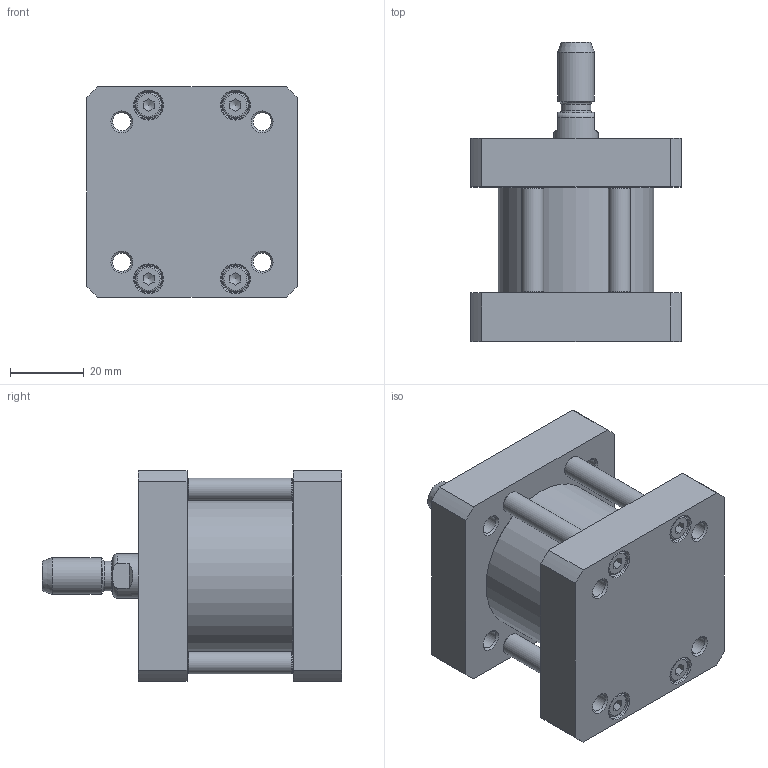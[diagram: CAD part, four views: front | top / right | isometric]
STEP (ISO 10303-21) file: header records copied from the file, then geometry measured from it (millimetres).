
FILE_DESCRIPTION((''),'2;1');
FILE_NAME('XDM040.010.GS.M.stp','2014-03-17T17:03:17',('carlo.corazza'),(''),'Autodesk Inventor 2012','Autodesk Inventor 2012','');
FILE_SCHEMA(('AUTOMOTIVE_DESIGN { 1 0 10303 214 1 1 1 1 }'));
Length unit declared in the file: millimetre
Products named in the file (6): XDM040..GS.M; CORPO-010; STELO-010; TA; TIRANTE-010; TP
Assembly tree (8 placements, depth 2):
  XDM040..GS.M
    CORPO-010
    STELO-010
    TA
    TIRANTE-010  x4
    TP
Bounding box: 57 x 81 x 57 mm (x, y, z)
Volume: 90846.4 mm3; surface area: 36906.8 mm2
Topology: 8 solids, 17 shells, 263 faces, 578 edges, 359 vertices
Faces by surface type: plane 104, cone 82, cylinder 63, torus 14
Full cylindrical faces by diameter (mm): 3 x2, 3.242 x4, 4.9 x8, 4.917 x9, 6 x4, 7 x8, 7.5 x8, 8 x1, 8.566 x2, 10 x1, 12 x1, 12.54 x1, 13.7 x1, 14 x1, 16.32 x1, 16.5 x1, 40 x1, 42 x1
Entity records: 6293 total; most frequent: CARTESIAN_POINT 1199, DIRECTION 1006, ORIENTED_EDGE 742, AXIS2_PLACEMENT_3D 436, EDGE_LOOP 424, EDGE_CURVE 371, VERTEX_POINT 303, STYLED_ITEM 244
